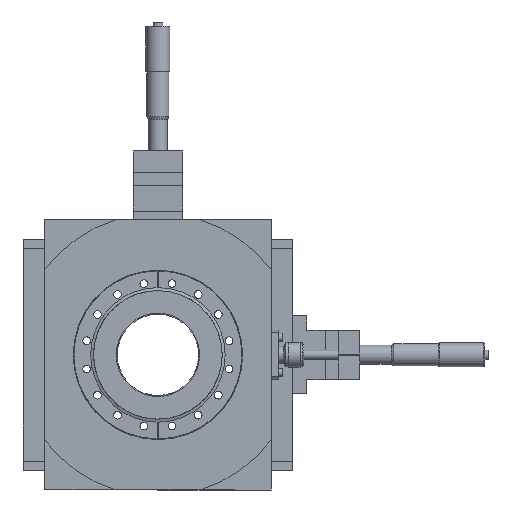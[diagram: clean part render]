
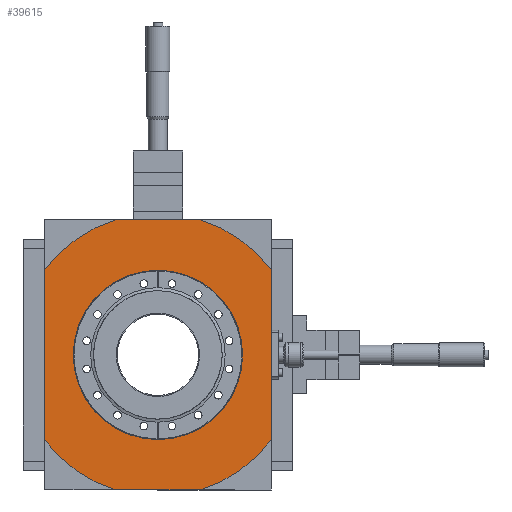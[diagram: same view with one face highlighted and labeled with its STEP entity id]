
A CAD part, front view. The second image highlights one B-rep face of the part: STEP entity #39615.
In plain terms, the highlighted planar face has unit normal (0, -1, 0).
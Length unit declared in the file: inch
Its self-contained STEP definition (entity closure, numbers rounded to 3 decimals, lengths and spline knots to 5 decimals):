
#404 = ORIENTED_EDGE ( 'NONE', *, *, #4539, .F. ) ;
#484 = AXIS2_PLACEMENT_3D ( 'NONE', #11967, #34960, #15311 ) ;
#588 = CARTESIAN_POINT ( 'NONE',  ( -4., 0., 3. ) ) ;
#705 = EDGE_LOOP ( 'NONE', ( #14875, #29294, #34362, #42300, #6956, #33037, #35298, #404 ) ) ;
#1069 = DIRECTION ( 'NONE',  ( 0., 1., 0. ) ) ;
#2658 = CARTESIAN_POINT ( 'NONE',  ( 4., 0., -4.771 ) ) ;
#3014 = CARTESIAN_POINT ( 'NONE',  ( -4., 0., -3. ) ) ;
#3417 = AXIS2_PLACEMENT_3D ( 'NONE', #30135, #10471, #33448 ) ;
#3664 = LINE ( 'NONE', #8918, #11367 ) ;
#3708 = EDGE_CURVE ( 'NONE', #35817, #20379, #36328, .T. ) ;
#4539 = EDGE_CURVE ( 'NONE', #40010, #38824, #40155, .T. ) ;
#5744 = CARTESIAN_POINT ( 'NONE',  ( 1.49585, 0., 4.771 ) ) ;
#5756 = CARTESIAN_POINT ( 'NONE',  ( 2.99, 0., 0. ) ) ;
#6242 = CARTESIAN_POINT ( 'NONE',  ( 4., 0., -3. ) ) ;
#6922 = AXIS2_PLACEMENT_3D ( 'NONE', #19336, #42340, #22645 ) ;
#6956 = ORIENTED_EDGE ( 'NONE', *, *, #30041, .F. ) ;
#7484 = FACE_OUTER_BOUND ( 'NONE', #705, .T. ) ;
#7772 = AXIS2_PLACEMENT_3D ( 'NONE', #20805, #1069, #24129 ) ;
#8162 = VERTEX_POINT ( 'NONE', #588 ) ;
#8369 = VERTEX_POINT ( 'NONE', #18385 ) ;
#8891 = CARTESIAN_POINT ( 'NONE',  ( 0., 0., 0. ) ) ;
#8918 = CARTESIAN_POINT ( 'NONE',  ( -4., 0., 4.771 ) ) ;
#9239 = CIRCLE ( 'NONE', #484, 5. ) ;
#10094 = AXIS2_PLACEMENT_3D ( 'NONE', #8891, #31872, #12209 ) ;
#10471 = DIRECTION ( 'NONE',  ( 0., 1., 0. ) ) ;
#10798 = EDGE_CURVE ( 'NONE', #40010, #8162, #9239, .T. ) ;
#11367 = VECTOR ( 'NONE', #38385, 39.37008 ) ;
#11967 = CARTESIAN_POINT ( 'NONE',  ( 0., 0., 0. ) ) ;
#12209 = DIRECTION ( 'NONE',  ( 1., 0., 0. ) ) ;
#12394 = AXIS2_PLACEMENT_3D ( 'NONE', #17443, #40412, #20723 ) ;
#14875 = ORIENTED_EDGE ( 'NONE', *, *, #10798, .T. ) ;
#15311 = DIRECTION ( 'NONE',  ( 0., 0., 1. ) ) ;
#15630 = EDGE_CURVE ( 'NONE', #40157, #35400, #24047, .T. ) ;
#15952 = DIRECTION ( 'NONE',  ( 0., 0., 1. ) ) ;
#17119 = DIRECTION ( 'NONE',  ( -1., 0., 0. ) ) ;
#17443 = CARTESIAN_POINT ( 'NONE',  ( 0., 0., 0. ) ) ;
#18385 = CARTESIAN_POINT ( 'NONE',  ( 1.49585, 0., -4.771 ) ) ;
#19336 = CARTESIAN_POINT ( 'NONE',  ( -4., 0., 4.771 ) ) ;
#20379 = VERTEX_POINT ( 'NONE', #3014 ) ;
#20723 = DIRECTION ( 'NONE',  ( -1., 0., 0. ) ) ;
#20805 = CARTESIAN_POINT ( 'NONE',  ( 0., 0., 0. ) ) ;
#21105 = EDGE_CURVE ( 'NONE', #8369, #35817, #23938, .T. ) ;
#21874 = DIRECTION ( 'NONE',  ( 1., 0., 0. ) ) ;
#22093 = EDGE_LOOP ( 'NONE', ( #36324 ) ) ;
#22209 = EDGE_CURVE ( 'NONE', #38824, #35400, #32523, .T. ) ;
#22645 = DIRECTION ( 'NONE',  ( -1., 0., 0. ) ) ;
#23719 = VECTOR ( 'NONE', #21874, 39.37008 ) ;
#23938 = LINE ( 'NONE', #33451, #31558 ) ;
#24047 = LINE ( 'NONE', #2658, #31673 ) ;
#24129 = DIRECTION ( 'NONE',  ( -1., 0., 0. ) ) ;
#25239 = CARTESIAN_POINT ( 'NONE',  ( 4., 0., 3. ) ) ;
#27157 = EDGE_CURVE ( 'NONE', #35124, #35124, #31005, .T. ) ;
#28204 = CARTESIAN_POINT ( 'NONE',  ( -1.49585, 0., 4.771 ) ) ;
#29294 = ORIENTED_EDGE ( 'NONE', *, *, #32120, .T. ) ;
#29418 = CARTESIAN_POINT ( 'NONE',  ( -1.49585, 0., -4.771 ) ) ;
#30041 = EDGE_CURVE ( 'NONE', #40157, #8369, #31914, .T. ) ;
#30135 = CARTESIAN_POINT ( 'NONE',  ( 0., 0., 0. ) ) ;
#31005 = CIRCLE ( 'NONE', #10094, 2.99 ) ;
#31558 = VECTOR ( 'NONE', #17119, 39.37008 ) ;
#31582 = FACE_BOUND ( 'NONE', #22093, .T. ) ;
#31673 = VECTOR ( 'NONE', #15952, 39.37008 ) ;
#31872 = DIRECTION ( 'NONE',  ( 0., -1., 0. ) ) ;
#31914 = CIRCLE ( 'NONE', #7772, 5. ) ;
#32120 = EDGE_CURVE ( 'NONE', #8162, #20379, #3664, .T. ) ;
#32523 = CIRCLE ( 'NONE', #12394, 5. ) ;
#33037 = ORIENTED_EDGE ( 'NONE', *, *, #15630, .T. ) ;
#33448 = DIRECTION ( 'NONE',  ( -1., 0., 0. ) ) ;
#33451 = CARTESIAN_POINT ( 'NONE',  ( 4., 0., -4.771 ) ) ;
#34362 = ORIENTED_EDGE ( 'NONE', *, *, #3708, .F. ) ;
#34960 = DIRECTION ( 'NONE',  ( 0., -1., 0. ) ) ;
#35124 = VERTEX_POINT ( 'NONE', #5756 ) ;
#35298 = ORIENTED_EDGE ( 'NONE', *, *, #22209, .F. ) ;
#35400 = VERTEX_POINT ( 'NONE', #25239 ) ;
#35817 = VERTEX_POINT ( 'NONE', #29418 ) ;
#36324 = ORIENTED_EDGE ( 'NONE', *, *, #27157, .F. ) ;
#36328 = CIRCLE ( 'NONE', #3417, 5. ) ;
#38243 = CARTESIAN_POINT ( 'NONE',  ( -4., 0., 4.771 ) ) ;
#38385 = DIRECTION ( 'NONE',  ( 0., 0., -1. ) ) ;
#38824 = VERTEX_POINT ( 'NONE', #5744 ) ;
#39615 = ADVANCED_FACE ( 'NONE', ( #31582, #7484 ), #42192, .F. ) ;
#40010 = VERTEX_POINT ( 'NONE', #28204 ) ;
#40155 = LINE ( 'NONE', #38243, #23719 ) ;
#40157 = VERTEX_POINT ( 'NONE', #6242 ) ;
#40412 = DIRECTION ( 'NONE',  ( 0., 1., 0. ) ) ;
#42192 = PLANE ( 'NONE',  #6922 ) ;
#42300 = ORIENTED_EDGE ( 'NONE', *, *, #21105, .F. ) ;
#42340 = DIRECTION ( 'NONE',  ( 0., 1., 0. ) ) ;
